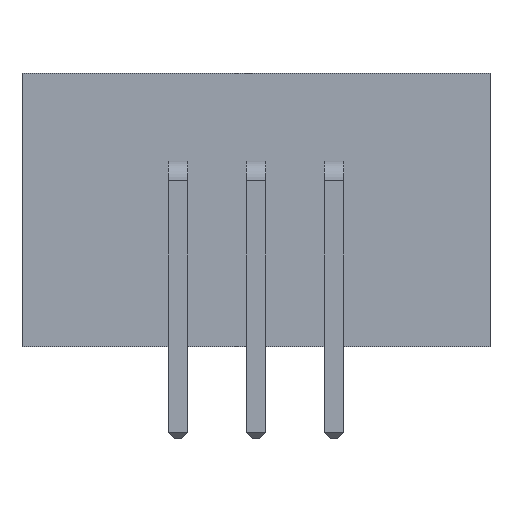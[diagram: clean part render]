
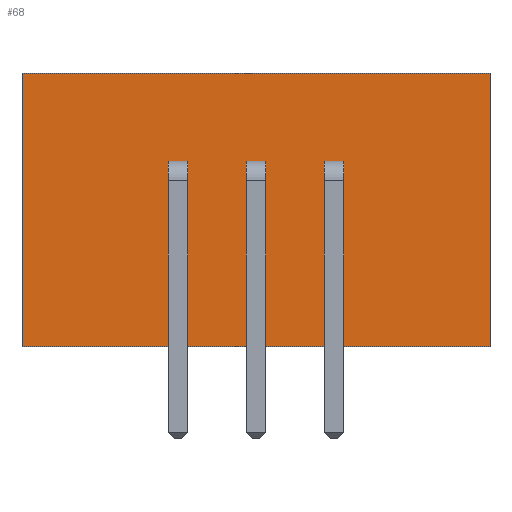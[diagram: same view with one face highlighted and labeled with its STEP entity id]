
A CAD part, left-side view. The second image highlights one B-rep face of the part: STEP entity #68.
In plain terms, the highlighted planar face has unit normal (-1, 0, 0).
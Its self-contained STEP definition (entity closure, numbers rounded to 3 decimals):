
#32 = EDGE_CURVE('',#33,#35,#37,.T.);
#33 = VERTEX_POINT('',#34);
#34 = CARTESIAN_POINT('',(4.66,-10.16,8.9));
#35 = VERTEX_POINT('',#36);
#36 = CARTESIAN_POINT('',(4.66,-10.16,0.));
#37 = LINE('',#38,#39);
#38 = CARTESIAN_POINT('',(4.66,-10.16,8.9));
#39 = VECTOR('',#40,1.);
#40 = DIRECTION('',(0.,0.,-1.));
#68 = ADVANCED_FACE('',(#69,#94,#128,#162,#196,#230,#264),#298,.T.);
#69 = FACE_BOUND('',#70,.T.);
#70 = EDGE_LOOP('',(#71,#72,#80,#88));
#71 = ORIENTED_EDGE('',*,*,#32,.F.);
#72 = ORIENTED_EDGE('',*,*,#73,.F.);
#73 = EDGE_CURVE('',#74,#33,#76,.T.);
#74 = VERTEX_POINT('',#75);
#75 = CARTESIAN_POINT('',(4.66,5.08,8.9));
#76 = LINE('',#77,#78);
#77 = CARTESIAN_POINT('',(4.66,5.08,8.9));
#78 = VECTOR('',#79,1.);
#79 = DIRECTION('',(0.,-1.,0.));
#80 = ORIENTED_EDGE('',*,*,#81,.F.);
#81 = EDGE_CURVE('',#82,#74,#84,.T.);
#82 = VERTEX_POINT('',#83);
#83 = CARTESIAN_POINT('',(4.66,5.08,0.));
#84 = LINE('',#85,#86);
#85 = CARTESIAN_POINT('',(4.66,5.08,0.));
#86 = VECTOR('',#87,1.);
#87 = DIRECTION('',(0.,0.,1.));
#88 = ORIENTED_EDGE('',*,*,#89,.F.);
#89 = EDGE_CURVE('',#35,#82,#90,.T.);
#90 = LINE('',#91,#92);
#91 = CARTESIAN_POINT('',(4.66,-10.16,0.));
#92 = VECTOR('',#93,1.);
#93 = DIRECTION('',(0.,1.,0.));
#94 = FACE_BOUND('',#95,.T.);
#95 = EDGE_LOOP('',(#96,#106,#114,#122));
#96 = ORIENTED_EDGE('',*,*,#97,.F.);
#97 = EDGE_CURVE('',#98,#100,#102,.T.);
#98 = VERTEX_POINT('',#99);
#99 = CARTESIAN_POINT('',(4.66,0.32,6.04));
#100 = VERTEX_POINT('',#101);
#101 = CARTESIAN_POINT('',(4.66,0.32,5.4));
#102 = LINE('',#103,#104);
#103 = CARTESIAN_POINT('',(4.66,0.32,2.95));
#104 = VECTOR('',#105,1.);
#105 = DIRECTION('',(0.,0.,-1.));
#106 = ORIENTED_EDGE('',*,*,#107,.T.);
#107 = EDGE_CURVE('',#98,#108,#110,.T.);
#108 = VERTEX_POINT('',#109);
#109 = CARTESIAN_POINT('',(4.66,-0.32,6.04));
#110 = LINE('',#111,#112);
#111 = CARTESIAN_POINT('',(4.66,-5.08,6.04));
#112 = VECTOR('',#113,1.);
#113 = DIRECTION('',(0.,-1.,0.));
#114 = ORIENTED_EDGE('',*,*,#115,.F.);
#115 = EDGE_CURVE('',#116,#108,#118,.T.);
#116 = VERTEX_POINT('',#117);
#117 = CARTESIAN_POINT('',(4.66,-0.32,5.4));
#118 = LINE('',#119,#120);
#119 = CARTESIAN_POINT('',(4.66,-0.32,2.95));
#120 = VECTOR('',#121,1.);
#121 = DIRECTION('',(0.,0.,1.));
#122 = ORIENTED_EDGE('',*,*,#123,.T.);
#123 = EDGE_CURVE('',#116,#100,#124,.T.);
#124 = LINE('',#125,#126);
#125 = CARTESIAN_POINT('',(4.66,-5.24,5.4));
#126 = VECTOR('',#127,1.);
#127 = DIRECTION('',(0.,1.,0.));
#128 = FACE_BOUND('',#129,.T.);
#129 = EDGE_LOOP('',(#130,#140,#148,#156));
#130 = ORIENTED_EDGE('',*,*,#131,.F.);
#131 = EDGE_CURVE('',#132,#134,#136,.T.);
#132 = VERTEX_POINT('',#133);
#133 = CARTESIAN_POINT('',(4.66,-2.86,5.4));
#134 = VERTEX_POINT('',#135);
#135 = CARTESIAN_POINT('',(4.66,-2.86,6.04));
#136 = LINE('',#137,#138);
#137 = CARTESIAN_POINT('',(4.66,-2.86,2.95));
#138 = VECTOR('',#139,1.);
#139 = DIRECTION('',(0.,0.,1.));
#140 = ORIENTED_EDGE('',*,*,#141,.T.);
#141 = EDGE_CURVE('',#132,#142,#144,.T.);
#142 = VERTEX_POINT('',#143);
#143 = CARTESIAN_POINT('',(4.66,-2.22,5.4));
#144 = LINE('',#145,#146);
#145 = CARTESIAN_POINT('',(4.66,-6.51,5.4));
#146 = VECTOR('',#147,1.);
#147 = DIRECTION('',(0.,1.,0.));
#148 = ORIENTED_EDGE('',*,*,#149,.F.);
#149 = EDGE_CURVE('',#150,#142,#152,.T.);
#150 = VERTEX_POINT('',#151);
#151 = CARTESIAN_POINT('',(4.66,-2.22,6.04));
#152 = LINE('',#153,#154);
#153 = CARTESIAN_POINT('',(4.66,-2.22,2.95));
#154 = VECTOR('',#155,1.);
#155 = DIRECTION('',(0.,0.,-1.));
#156 = ORIENTED_EDGE('',*,*,#157,.T.);
#157 = EDGE_CURVE('',#150,#134,#158,.T.);
#158 = LINE('',#159,#160);
#159 = CARTESIAN_POINT('',(4.66,-6.35,6.04));
#160 = VECTOR('',#161,1.);
#161 = DIRECTION('',(0.,-1.,0.));
#162 = FACE_BOUND('',#163,.T.);
#163 = EDGE_LOOP('',(#164,#174,#182,#190));
#164 = ORIENTED_EDGE('',*,*,#165,.F.);
#165 = EDGE_CURVE('',#166,#168,#170,.T.);
#166 = VERTEX_POINT('',#167);
#167 = CARTESIAN_POINT('',(4.66,-5.4,5.4));
#168 = VERTEX_POINT('',#169);
#169 = CARTESIAN_POINT('',(4.66,-5.4,6.04));
#170 = LINE('',#171,#172);
#171 = CARTESIAN_POINT('',(4.66,-5.4,2.95));
#172 = VECTOR('',#173,1.);
#173 = DIRECTION('',(0.,0.,1.));
#174 = ORIENTED_EDGE('',*,*,#175,.T.);
#175 = EDGE_CURVE('',#166,#176,#178,.T.);
#176 = VERTEX_POINT('',#177);
#177 = CARTESIAN_POINT('',(4.66,-4.76,5.4));
#178 = LINE('',#179,#180);
#179 = CARTESIAN_POINT('',(4.66,-7.78,5.4));
#180 = VECTOR('',#181,1.);
#181 = DIRECTION('',(0.,1.,0.));
#182 = ORIENTED_EDGE('',*,*,#183,.F.);
#183 = EDGE_CURVE('',#184,#176,#186,.T.);
#184 = VERTEX_POINT('',#185);
#185 = CARTESIAN_POINT('',(4.66,-4.76,6.04));
#186 = LINE('',#187,#188);
#187 = CARTESIAN_POINT('',(4.66,-4.76,2.95));
#188 = VECTOR('',#189,1.);
#189 = DIRECTION('',(0.,0.,-1.));
#190 = ORIENTED_EDGE('',*,*,#191,.T.);
#191 = EDGE_CURVE('',#184,#168,#192,.T.);
#192 = LINE('',#193,#194);
#193 = CARTESIAN_POINT('',(4.66,-7.62,6.04));
#194 = VECTOR('',#195,1.);
#195 = DIRECTION('',(0.,-1.,0.));
#196 = FACE_BOUND('',#197,.T.);
#197 = EDGE_LOOP('',(#198,#208,#216,#224));
#198 = ORIENTED_EDGE('',*,*,#199,.F.);
#199 = EDGE_CURVE('',#200,#202,#204,.T.);
#200 = VERTEX_POINT('',#201);
#201 = CARTESIAN_POINT('',(4.66,0.32,3.5));
#202 = VERTEX_POINT('',#203);
#203 = CARTESIAN_POINT('',(4.66,0.32,2.86));
#204 = LINE('',#205,#206);
#205 = CARTESIAN_POINT('',(4.66,0.32,2.95));
#206 = VECTOR('',#207,1.);
#207 = DIRECTION('',(0.,0.,-1.));
#208 = ORIENTED_EDGE('',*,*,#209,.T.);
#209 = EDGE_CURVE('',#200,#210,#212,.T.);
#210 = VERTEX_POINT('',#211);
#211 = CARTESIAN_POINT('',(4.66,-0.32,3.5));
#212 = LINE('',#213,#214);
#213 = CARTESIAN_POINT('',(4.66,-5.24,3.5));
#214 = VECTOR('',#215,1.);
#215 = DIRECTION('',(0.,-1.,0.));
#216 = ORIENTED_EDGE('',*,*,#217,.F.);
#217 = EDGE_CURVE('',#218,#210,#220,.T.);
#218 = VERTEX_POINT('',#219);
#219 = CARTESIAN_POINT('',(4.66,-0.32,2.86));
#220 = LINE('',#221,#222);
#221 = CARTESIAN_POINT('',(4.66,-0.32,2.95));
#222 = VECTOR('',#223,1.);
#223 = DIRECTION('',(0.,0.,1.));
#224 = ORIENTED_EDGE('',*,*,#225,.T.);
#225 = EDGE_CURVE('',#218,#202,#226,.T.);
#226 = LINE('',#227,#228);
#227 = CARTESIAN_POINT('',(4.66,-5.24,2.86));
#228 = VECTOR('',#229,1.);
#229 = DIRECTION('',(0.,1.,0.));
#230 = FACE_BOUND('',#231,.T.);
#231 = EDGE_LOOP('',(#232,#242,#250,#258));
#232 = ORIENTED_EDGE('',*,*,#233,.F.);
#233 = EDGE_CURVE('',#234,#236,#238,.T.);
#234 = VERTEX_POINT('',#235);
#235 = CARTESIAN_POINT('',(4.66,-2.86,2.86));
#236 = VERTEX_POINT('',#237);
#237 = CARTESIAN_POINT('',(4.66,-2.86,3.5));
#238 = LINE('',#239,#240);
#239 = CARTESIAN_POINT('',(4.66,-2.86,2.95));
#240 = VECTOR('',#241,1.);
#241 = DIRECTION('',(0.,0.,1.));
#242 = ORIENTED_EDGE('',*,*,#243,.T.);
#243 = EDGE_CURVE('',#234,#244,#246,.T.);
#244 = VERTEX_POINT('',#245);
#245 = CARTESIAN_POINT('',(4.66,-2.22,2.86));
#246 = LINE('',#247,#248);
#247 = CARTESIAN_POINT('',(4.66,-6.51,2.86));
#248 = VECTOR('',#249,1.);
#249 = DIRECTION('',(0.,1.,0.));
#250 = ORIENTED_EDGE('',*,*,#251,.F.);
#251 = EDGE_CURVE('',#252,#244,#254,.T.);
#252 = VERTEX_POINT('',#253);
#253 = CARTESIAN_POINT('',(4.66,-2.22,3.5));
#254 = LINE('',#255,#256);
#255 = CARTESIAN_POINT('',(4.66,-2.22,2.95));
#256 = VECTOR('',#257,1.);
#257 = DIRECTION('',(0.,0.,-1.));
#258 = ORIENTED_EDGE('',*,*,#259,.T.);
#259 = EDGE_CURVE('',#252,#236,#260,.T.);
#260 = LINE('',#261,#262);
#261 = CARTESIAN_POINT('',(4.66,-6.51,3.5));
#262 = VECTOR('',#263,1.);
#263 = DIRECTION('',(0.,-1.,0.));
#264 = FACE_BOUND('',#265,.T.);
#265 = EDGE_LOOP('',(#266,#276,#284,#292));
#266 = ORIENTED_EDGE('',*,*,#267,.F.);
#267 = EDGE_CURVE('',#268,#270,#272,.T.);
#268 = VERTEX_POINT('',#269);
#269 = CARTESIAN_POINT('',(4.66,-5.4,2.86));
#270 = VERTEX_POINT('',#271);
#271 = CARTESIAN_POINT('',(4.66,-5.4,3.5));
#272 = LINE('',#273,#274);
#273 = CARTESIAN_POINT('',(4.66,-5.4,2.95));
#274 = VECTOR('',#275,1.);
#275 = DIRECTION('',(0.,0.,1.));
#276 = ORIENTED_EDGE('',*,*,#277,.T.);
#277 = EDGE_CURVE('',#268,#278,#280,.T.);
#278 = VERTEX_POINT('',#279);
#279 = CARTESIAN_POINT('',(4.66,-4.76,2.86));
#280 = LINE('',#281,#282);
#281 = CARTESIAN_POINT('',(4.66,-7.78,2.86));
#282 = VECTOR('',#283,1.);
#283 = DIRECTION('',(0.,1.,0.));
#284 = ORIENTED_EDGE('',*,*,#285,.F.);
#285 = EDGE_CURVE('',#286,#278,#288,.T.);
#286 = VERTEX_POINT('',#287);
#287 = CARTESIAN_POINT('',(4.66,-4.76,3.5));
#288 = LINE('',#289,#290);
#289 = CARTESIAN_POINT('',(4.66,-4.76,2.95));
#290 = VECTOR('',#291,1.);
#291 = DIRECTION('',(0.,0.,-1.));
#292 = ORIENTED_EDGE('',*,*,#293,.T.);
#293 = EDGE_CURVE('',#286,#270,#294,.T.);
#294 = LINE('',#295,#296);
#295 = CARTESIAN_POINT('',(4.66,-7.78,3.5));
#296 = VECTOR('',#297,1.);
#297 = DIRECTION('',(0.,-1.,0.));
#298 = PLANE('',#299);
#299 = AXIS2_PLACEMENT_3D('',#300,#301,#302);
#300 = CARTESIAN_POINT('',(4.66,-10.16,8.9));
#301 = DIRECTION('',(-1.,0.,0.));
#302 = DIRECTION('',(0.,0.,1.));
